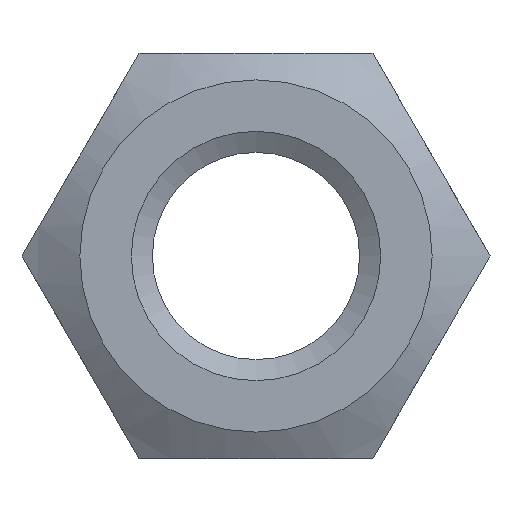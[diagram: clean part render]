
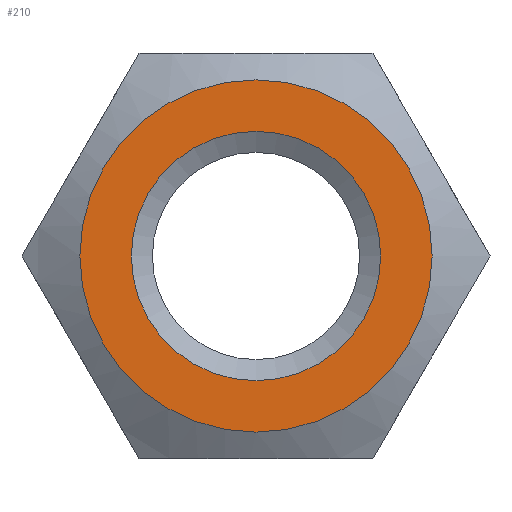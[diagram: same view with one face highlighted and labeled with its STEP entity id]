
A CAD part, left-side view. The second image highlights one B-rep face of the part: STEP entity #210.
In plain terms, the highlighted planar face has unit normal (-1, 0, 0).
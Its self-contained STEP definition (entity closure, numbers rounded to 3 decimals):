
#27=FACE_BOUND('',#54,.T.);
#29=PLANE('',#250);
#40=FACE_OUTER_BOUND('',#53,.T.);
#53=EDGE_LOOP('',(#153));
#54=EDGE_LOOP('',(#154));
#88=CIRCLE('',#245,4.);
#92=CIRCLE('',#251,5.65);
#95=VERTEX_POINT('',#319);
#99=VERTEX_POINT('',#331);
#114=EDGE_CURVE('',#95,#95,#88,.T.);
#120=EDGE_CURVE('',#99,#99,#92,.T.);
#153=ORIENTED_EDGE('',*,*,#120,.T.);
#154=ORIENTED_EDGE('',*,*,#114,.F.);
#210=ADVANCED_FACE('',(#40,#27),#29,.F.);
#245=AXIS2_PLACEMENT_3D('',#320,#268,#269);
#250=AXIS2_PLACEMENT_3D('',#330,#280,#281);
#251=AXIS2_PLACEMENT_3D('',#332,#282,#283);
#268=DIRECTION('center_axis',(-1.,0.,0.));
#269=DIRECTION('ref_axis',(0.,0.,-1.));
#280=DIRECTION('center_axis',(1.,0.,0.));
#281=DIRECTION('ref_axis',(0.,0.,-1.));
#282=DIRECTION('center_axis',(-1.,0.,0.));
#283=DIRECTION('ref_axis',(0.,1.,0.));
#319=CARTESIAN_POINT('',(0.,0.,4.));
#320=CARTESIAN_POINT('Origin',(0.,0.,0.));
#330=CARTESIAN_POINT('Origin',(0.,0.,0.));
#331=CARTESIAN_POINT('',(0.,-5.65,0.));
#332=CARTESIAN_POINT('Origin',(0.,0.,0.));
